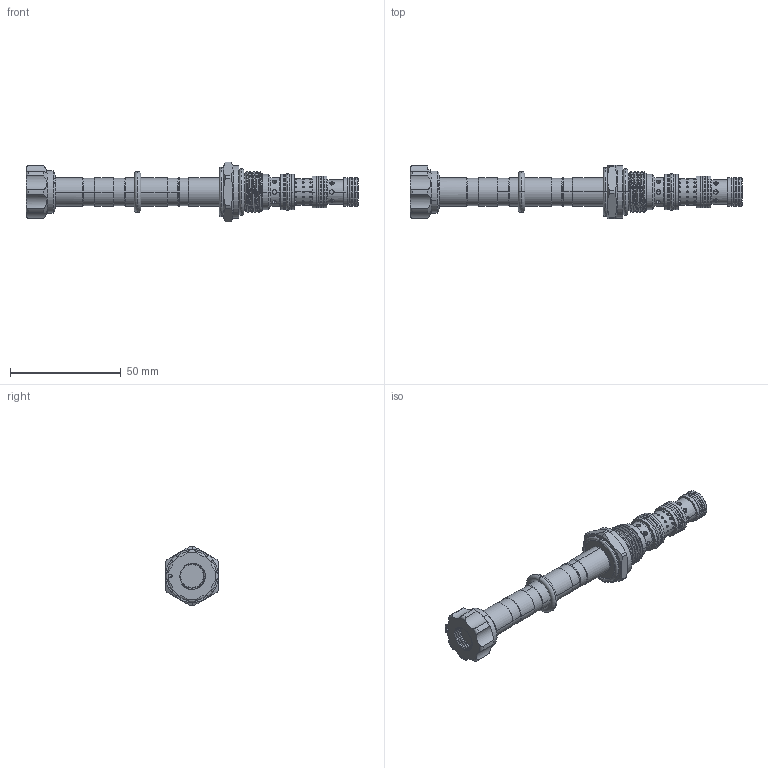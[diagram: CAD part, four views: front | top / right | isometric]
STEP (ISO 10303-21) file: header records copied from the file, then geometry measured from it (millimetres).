
FILE_DESCRIPTION (( 'STEP AP203' ), '1' );
FILE_NAME ('ES08W4A23N04.STEP', '2016-09-06T03:40:30', ( '' ), ( '' ), 'SwSTEP 2.0', 'SolidWorks 2012', '' );
FILE_SCHEMA (( 'CONFIG_CONTROL_DESIGN' ));
Length unit declared in the file: millimetre
Products named in the file (1): ES08W4A23N04
Bounding box: 149.9 x 24 x 27 mm (x, y, z)
Volume: 26139.4 mm3; surface area: 12559.8 mm2
Topology: 7 solids, 7 shells, 460 faces, 1018 edges, 644 vertices
Faces by surface type: cylinder 321, torus 54, plane 41, cone 40, bspline 4
Entity records: 18880 total; most frequent: CARTESIAN_POINT 9075, ORIENTED_EDGE 2036, DIRECTION 1912, EDGE_CURVE 1018, AXIS2_PLACEMENT_3D 801, VERTEX_POINT 644, EDGE_LOOP 546, ADVANCED_FACE 460
